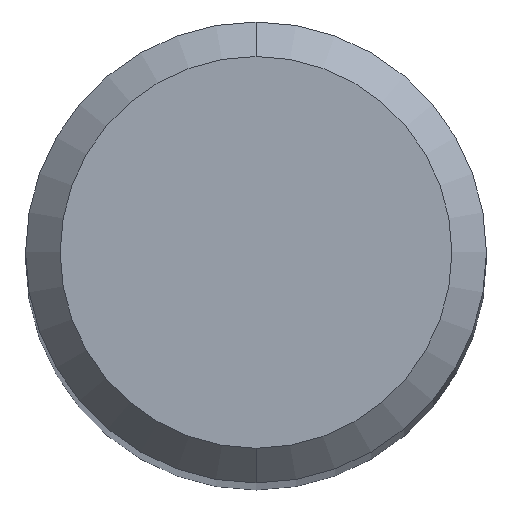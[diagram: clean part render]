
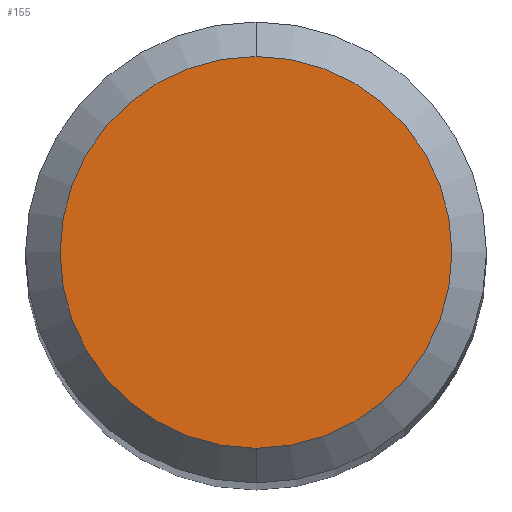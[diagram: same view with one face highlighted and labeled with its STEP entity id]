
A CAD part, top view. The second image highlights one B-rep face of the part: STEP entity #155.
In plain terms, the highlighted planar face has unit normal (0, 0, 1).
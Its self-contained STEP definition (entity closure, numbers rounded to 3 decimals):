
#155=ADVANCED_FACE('',(#311),#312,.T.);
#157=VERTEX_POINT('',#314);
#165=EDGE_CURVE('',#191,#157,#323,.T.);
#191=VERTEX_POINT('',#353);
#203=EDGE_CURVE('',#157,#191,#368,.T.);
#311=FACE_OUTER_BOUND('',#491,.T.);
#312=PLANE('',#492);
#314=CARTESIAN_POINT('',(0.0,1.7,0.0));
#323=CIRCLE('',#507,1.7);
#353=CARTESIAN_POINT('',(0.,-1.7,0.0));
#368=CIRCLE('',#562,1.7);
#491=EDGE_LOOP('',(#670,#671));
#492=AXIS2_PLACEMENT_3D('',#672,#673,#674);
#507=AXIS2_PLACEMENT_3D('',#687,#688,#689);
#562=AXIS2_PLACEMENT_3D('',#755,#756,#757);
#670=ORIENTED_EDGE('',*,*,#203,.F.);
#671=ORIENTED_EDGE('',*,*,#165,.F.);
#672=CARTESIAN_POINT('',(0.0,0.85,0.0));
#673=DIRECTION('',(-0.0,0.0,1.0));
#674=DIRECTION('',(0.0,-1.0,0.0));
#687=CARTESIAN_POINT('',(0.0,0.0,0.0));
#688=DIRECTION('',(0.0,0.0,-1.0));
#689=DIRECTION('',(0.0,1.0,0.0));
#755=CARTESIAN_POINT('',(0.0,0.0,0.0));
#756=DIRECTION('',(0.0,0.0,-1.0));
#757=DIRECTION('',(0.0,1.0,0.0));
